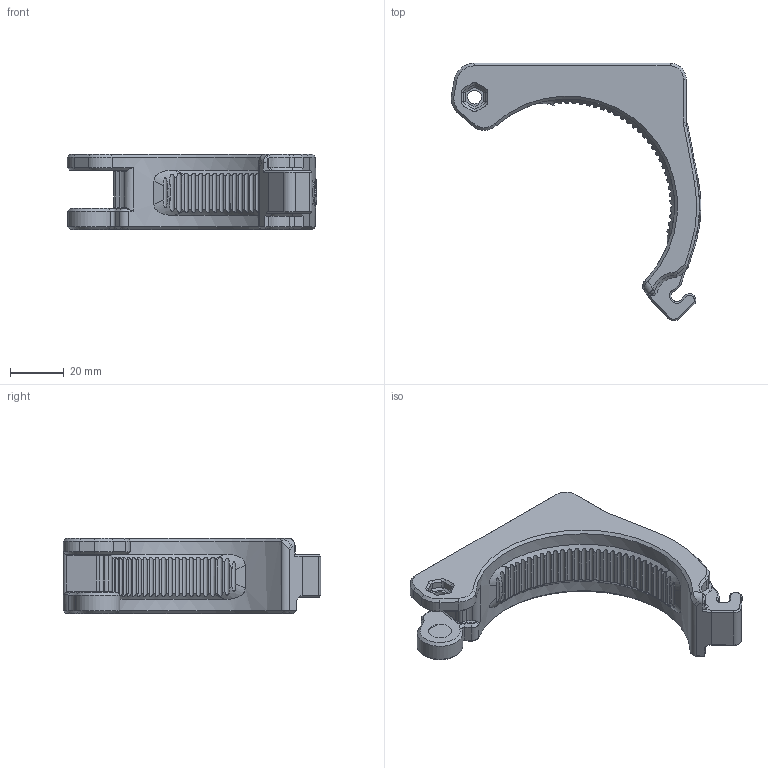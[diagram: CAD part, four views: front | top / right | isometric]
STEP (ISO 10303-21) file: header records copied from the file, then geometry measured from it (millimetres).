
FILE_DESCRIPTION(/* description */ (''),/* implementation_level */ '2;1');
FILE_NAME(/* name */ 'OSSM - Base - PitClamp Mini - Lower V1.1 - Template Base.step',/* time_stamp */ '2025-04-03T11:40:07-04:00',/* author */ (''),/* organization */ (''),/* preprocessor_version */ 'ST-DEVELOPER v20.1',/* originating_system */ 'Autodesk Translation Framework v14.4.0.0',/* authorisation */ '');
FILE_SCHEMA (('AUTOMOTIVE_DESIGN { 1 0 10303 214 3 1 1 }'));
Length unit declared in the file: millimetre
Products named in the file (1): PitClamp Mini V1.1 Template Base
Bounding box: 93.22 x 96.15 x 28 mm (x, y, z)
Volume: 60186.1 mm3; surface area: 15090.6 mm2
Topology: 1 solids, 1 shells, 942 faces, 2602 edges, 1687 vertices
Faces by surface type: bspline 556, plane 203, cylinder 110, cone 73
Full cylindrical faces by diameter (mm): 5.2 x1
Entity records: 38834 total; most frequent: CARTESIAN_POINT 18841, ORIENTED_EDGE 5204, EDGE_CURVE 2602, DIRECTION 2310, VERTEX_POINT 1687, B_SPLINE_CURVE_WITH_KNOTS 1249, LINE 1148, VECTOR 1148
